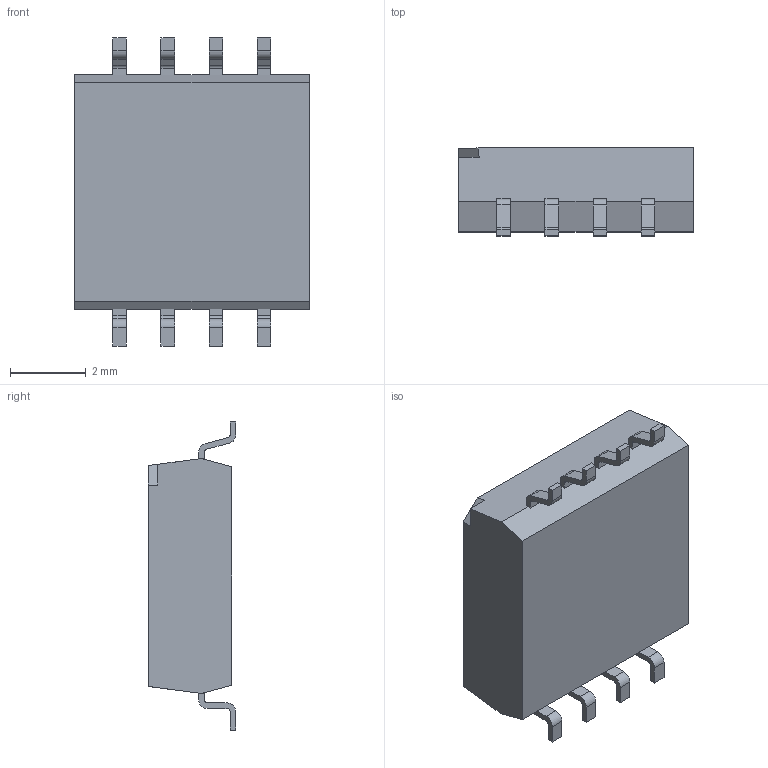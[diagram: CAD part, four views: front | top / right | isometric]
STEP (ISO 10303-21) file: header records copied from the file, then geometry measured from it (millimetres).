
FILE_DESCRIPTION (( 'STEP AP214' ), '1' );
FILE_NAME ('1571983-4pos_switch.STEP', '2021-06-01T03:36:53', ( '' ), ( '' ), 'SwSTEP 2.0', 'SolidWorks 2020', '' );
FILE_SCHEMA (( 'AUTOMOTIVE_DESIGN' ));
Length unit declared in the file: millimetre
Products named in the file (1): 1571983-4pos_switch
Bounding box: 6.2 x 2.31 x 8.13 mm (x, y, z)
Volume: 80.5 mm3; surface area: 170.8 mm2
Topology: 13 solids, 13 shells, 204 faces, 510 edges, 340 vertices
Faces by surface type: plane 172, cylinder 32
Entity records: 6160 total; most frequent: CARTESIAN_POINT 1055, ORIENTED_EDGE 1020, DIRECTION 984, EDGE_CURVE 510, LINE 446, VECTOR 446, VERTEX_POINT 340, AXIS2_PLACEMENT_3D 269
